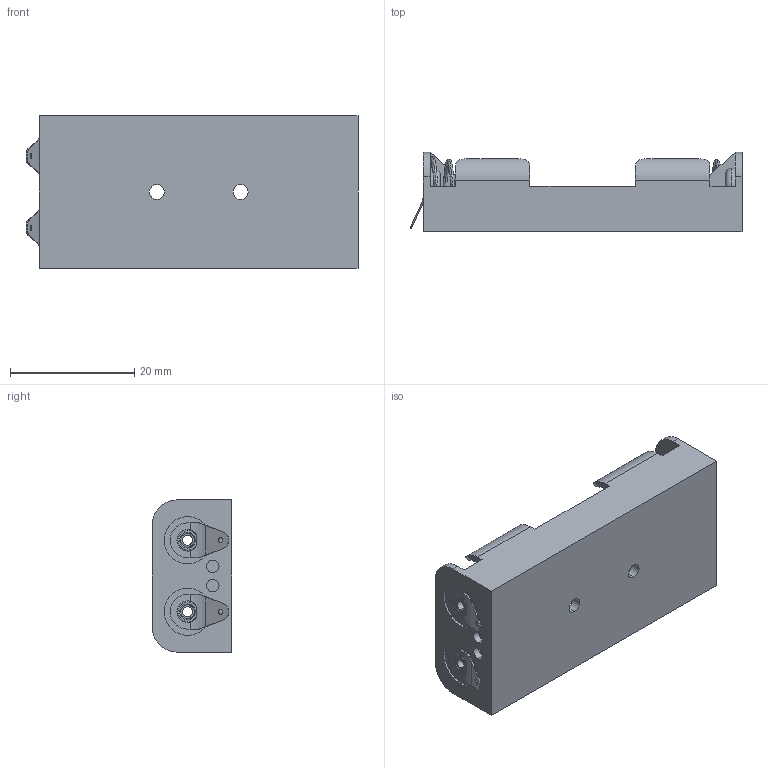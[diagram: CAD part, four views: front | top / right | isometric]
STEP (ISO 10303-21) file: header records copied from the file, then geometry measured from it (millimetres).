
FILE_DESCRIPTION (( 'STEP AP214' ), '1' );
FILE_NAME ('BC2AAAL.STEP', '2019-12-04T07:36:14', ( '' ), ( '' ), 'SwSTEP 2.0', 'SolidWorks 2016', '' );
FILE_SCHEMA (( 'AUTOMOTIVE_DESIGN' ));
Length unit declared in the file: millimetre
Products named in the file (1): BC2AAAL
Bounding box: 53.46 x 12.8 x 24.51 mm (x, y, z)
Volume: 3684.6 mm3; surface area: 6788.3 mm2
Topology: 6 solids, 6 shells, 338 faces, 842 edges, 546 vertices
Faces by surface type: plane 164, cylinder 118, torus 52, bspline 4
Entity records: 13919 total; most frequent: CARTESIAN_POINT 5517, DIRECTION 1794, ORIENTED_EDGE 1684, EDGE_CURVE 842, AXIS2_PLACEMENT_3D 667, VERTEX_POINT 546, LINE 460, VECTOR 460
